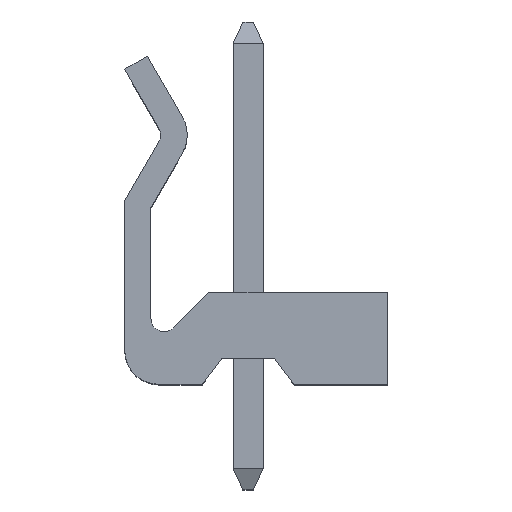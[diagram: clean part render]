
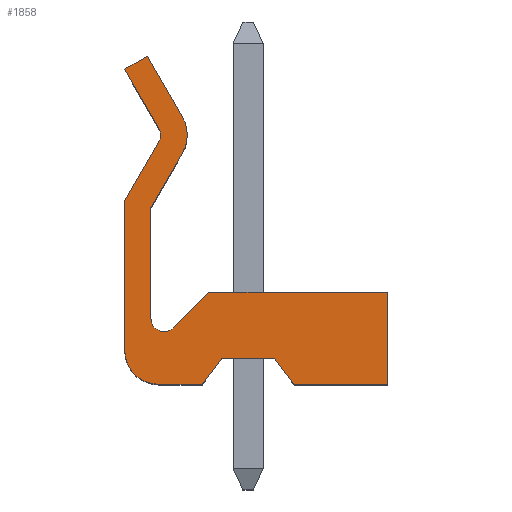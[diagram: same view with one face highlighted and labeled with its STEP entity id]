
A CAD part, top view. The second image highlights one B-rep face of the part: STEP entity #1858.
In plain terms, the highlighted planar face has unit normal (0, 0, 1).
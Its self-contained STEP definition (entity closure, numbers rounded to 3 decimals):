
#1858=ADVANCED_FACE('',(#2192),#2194,.F.);
#2192=FACE_BOUND('',#2193,.T.);
#2193=EDGE_LOOP('',(#2425,#2426,#2427,#2428,#2429,#2430,#2431,#2432,#2433,#2434,
#2435,#2436,#2437,#2438,#2439,#2440,#2441,#2442,#2443));
#2194=PLANE('',#2195);
#2195=AXIS2_PLACEMENT_3D('',#2196,#2197,#2198);
#2196=CARTESIAN_POINT('',(0.981,9.5,11.95));
#2197=DIRECTION('',(-0.,0.,-1.));
#2198=DIRECTION('',(-1.,0.,0.));
#2425=ORIENTED_EDGE('',*,*,#2576,.T.);
#2426=ORIENTED_EDGE('',*,*,#2520,.F.);
#2427=ORIENTED_EDGE('',*,*,#2513,.F.);
#2428=ORIENTED_EDGE('',*,*,#2510,.F.);
#2429=ORIENTED_EDGE('',*,*,#2556,.T.);
#2430=ORIENTED_EDGE('',*,*,#2553,.T.);
#2431=ORIENTED_EDGE('',*,*,#2546,.T.);
#2432=ORIENTED_EDGE('',*,*,#2543,.T.);
#2433=ORIENTED_EDGE('',*,*,#2540,.T.);
#2434=ORIENTED_EDGE('',*,*,#2537,.T.);
#2435=ORIENTED_EDGE('',*,*,#2534,.T.);
#2436=ORIENTED_EDGE('',*,*,#2531,.T.);
#2437=ORIENTED_EDGE('',*,*,#2528,.T.);
#2438=ORIENTED_EDGE('',*,*,#2574,.T.);
#2439=ORIENTED_EDGE('',*,*,#2571,.T.);
#2440=ORIENTED_EDGE('',*,*,#2568,.T.);
#2441=ORIENTED_EDGE('',*,*,#2565,.T.);
#2442=ORIENTED_EDGE('',*,*,#2562,.T.);
#2443=ORIENTED_EDGE('',*,*,#2524,.T.);
#2510=EDGE_CURVE('',#2636,#2638,#2639,.T.);
#2513=EDGE_CURVE('',#2638,#2643,#2644,.T.);
#2520=EDGE_CURVE('',#2643,#2656,#2657,.T.);
#2524=EDGE_CURVE('',#2664,#2662,#2665,.T.);
#2528=EDGE_CURVE('',#2672,#2670,#2673,.T.);
#2531=EDGE_CURVE('',#2677,#2672,#2678,.T.);
#2534=EDGE_CURVE('',#2682,#2677,#2683,.T.);
#2537=EDGE_CURVE('',#2687,#2682,#2688,.T.);
#2540=EDGE_CURVE('',#2692,#2687,#2693,.T.);
#2543=EDGE_CURVE('',#2697,#2692,#2698,.T.);
#2546=EDGE_CURVE('',#2702,#2697,#2703,.T.);
#2553=EDGE_CURVE('',#2715,#2702,#2716,.T.);
#2556=EDGE_CURVE('',#2636,#2715,#2719,.T.);
#2562=EDGE_CURVE('',#2730,#2664,#2731,.T.);
#2565=EDGE_CURVE('',#2735,#2730,#2736,.T.);
#2568=EDGE_CURVE('',#2740,#2735,#2741,.T.);
#2571=EDGE_CURVE('',#2745,#2740,#2746,.T.);
#2574=EDGE_CURVE('',#2670,#2745,#2749,.T.);
#2576=EDGE_CURVE('',#2662,#2656,#2751,.T.);
#2636=VERTEX_POINT('',#2873);
#2638=VERTEX_POINT('',#2877);
#2639=LINE('',#2878,#2879);
#2643=VERTEX_POINT('',#2888);
#2644=LINE('',#2889,#2890);
#2656=VERTEX_POINT('',#2915);
#2657=LINE('',#2916,#2917);
#2662=VERTEX_POINT('',#2928);
#2664=VERTEX_POINT('',#2932);
#2665=CIRCLE('',#2933,1.3);
#2670=VERTEX_POINT('',#2945);
#2672=VERTEX_POINT('',#2949);
#2673=LINE('',#2950,#2951);
#2677=VERTEX_POINT('',#2961);
#2678=CIRCLE('',#2962,1.4);
#2682=VERTEX_POINT('',#2973);
#2683=LINE('',#2974,#2975);
#2687=VERTEX_POINT('',#2984);
#2688=LINE('',#2985,#2986);
#2692=VERTEX_POINT('',#2996);
#2693=CIRCLE('',#2997,0.5);
#2697=VERTEX_POINT('',#3008);
#2698=LINE('',#3009,#3010);
#2702=VERTEX_POINT('',#3019);
#2703=LINE('',#3020,#3021);
#2715=VERTEX_POINT('',#3046);
#2716=LINE('',#3047,#3048);
#2719=LINE('',#3056,#3057);
#2730=VERTEX_POINT('',#3079);
#2731=LINE('',#3080,#3081);
#2735=VERTEX_POINT('',#3090);
#2736=LINE('',#3091,#3092);
#2740=VERTEX_POINT('',#3102);
#2741=CIRCLE('',#3103,0.4);
#2745=VERTEX_POINT('',#3114);
#2746=LINE('',#3115,#3116);
#2749=LINE('',#3124,#3125);
#2751=LINE('',#3130,#3131);
#2873=CARTESIAN_POINT('',(6.45,0.,11.95));
#2877=CARTESIAN_POINT('',(5.7,1.,11.95));
#2878=CARTESIAN_POINT('',(6.45,0.,11.95));
#2879=VECTOR('',#2880,1.);
#2880=DIRECTION('',(-0.6,0.8,0.));
#2888=CARTESIAN_POINT('',(3.7,1.,11.95));
#2889=CARTESIAN_POINT('',(5.7,1.,11.95));
#2890=VECTOR('',#2891,1.);
#2891=DIRECTION('',(-1.,0.,0.));
#2915=CARTESIAN_POINT('',(2.95,0.,11.95));
#2916=CARTESIAN_POINT('',(3.7,1.,11.95));
#2917=VECTOR('',#2918,1.);
#2918=DIRECTION('',(-0.6,-0.8,0.));
#2928=CARTESIAN_POINT('',(1.3,0.,11.95));
#2932=CARTESIAN_POINT('',(0.,1.3,11.95));
#2933=AXIS2_PLACEMENT_3D('',#2934,#2935,#2936);
#2934=CARTESIAN_POINT('',(1.3,1.3,11.95));
#2935=DIRECTION('',(0.,0.,1.));
#2936=DIRECTION('',(-1.,0.,0.));
#2945=CARTESIAN_POINT('',(0.866,12.5,11.95));
#2949=CARTESIAN_POINT('',(2.194,10.2,11.95));
#2950=CARTESIAN_POINT('',(2.194,10.2,11.95));
#2951=VECTOR('',#2952,1.);
#2952=DIRECTION('',(-0.5,0.866,0.));
#2961=CARTESIAN_POINT('',(2.194,8.8,11.95));
#2962=AXIS2_PLACEMENT_3D('',#2963,#2964,#2965);
#2963=CARTESIAN_POINT('',(0.981,9.5,11.95));
#2964=DIRECTION('',(0.,-0.,1.));
#2965=DIRECTION('',(0.866,-0.5,0.));
#2973=CARTESIAN_POINT('',(1.,6.732,11.95));
#2974=CARTESIAN_POINT('',(1.,6.732,11.95));
#2975=VECTOR('',#2976,1.);
#2976=DIRECTION('',(0.5,0.866,0.));
#2984=CARTESIAN_POINT('',(1.,2.5,11.95));
#2985=CARTESIAN_POINT('',(1.,2.5,11.95));
#2986=VECTOR('',#2987,1.);
#2987=DIRECTION('',(0.,1.,0.));
#2996=CARTESIAN_POINT('',(1.854,2.146,11.95));
#2997=AXIS2_PLACEMENT_3D('',#2998,#2999,#3000);
#2998=CARTESIAN_POINT('',(1.5,2.5,11.95));
#2999=DIRECTION('',(-0.,0.,-1.));
#3000=DIRECTION('',(0.707,-0.707,0.));
#3008=CARTESIAN_POINT('',(3.207,3.5,11.95));
#3009=CARTESIAN_POINT('',(3.207,3.5,11.95));
#3010=VECTOR('',#3011,1.);
#3011=DIRECTION('',(-0.707,-0.707,0.));
#3019=CARTESIAN_POINT('',(10.,3.5,11.95));
#3020=CARTESIAN_POINT('',(10.,3.5,11.95));
#3021=VECTOR('',#3022,1.);
#3022=DIRECTION('',(-1.,0.,0.));
#3046=CARTESIAN_POINT('',(10.,0.,11.95));
#3047=CARTESIAN_POINT('',(10.,0.,11.95));
#3048=VECTOR('',#3049,1.);
#3049=DIRECTION('',(0.,1.,0.));
#3056=CARTESIAN_POINT('',(6.45,0.,11.95));
#3057=VECTOR('',#3058,1.);
#3058=DIRECTION('',(1.,0.,0.));
#3079=CARTESIAN_POINT('',(0.,7.,11.95));
#3080=CARTESIAN_POINT('',(0.,7.,11.95));
#3081=VECTOR('',#3082,1.);
#3082=DIRECTION('',(0.,-1.,0.));
#3090=CARTESIAN_POINT('',(1.328,9.3,11.95));
#3091=CARTESIAN_POINT('',(1.328,9.3,11.95));
#3092=VECTOR('',#3093,1.);
#3093=DIRECTION('',(-0.5,-0.866,0.));
#3102=CARTESIAN_POINT('',(1.328,9.7,11.95));
#3103=AXIS2_PLACEMENT_3D('',#3104,#3105,#3106);
#3104=CARTESIAN_POINT('',(0.981,9.5,11.95));
#3105=DIRECTION('',(0.,0.,-1.));
#3106=DIRECTION('',(0.866,0.5,0.));
#3114=CARTESIAN_POINT('',(0.,12.,11.95));
#3115=CARTESIAN_POINT('',(0.,12.,11.95));
#3116=VECTOR('',#3117,1.);
#3117=DIRECTION('',(0.5,-0.866,0.));
#3124=CARTESIAN_POINT('',(0.866,12.5,11.95));
#3125=VECTOR('',#3126,1.);
#3126=DIRECTION('',(-0.866,-0.5,0.));
#3130=CARTESIAN_POINT('',(1.3,0.,11.95));
#3131=VECTOR('',#3132,1.);
#3132=DIRECTION('',(1.,0.,0.));
